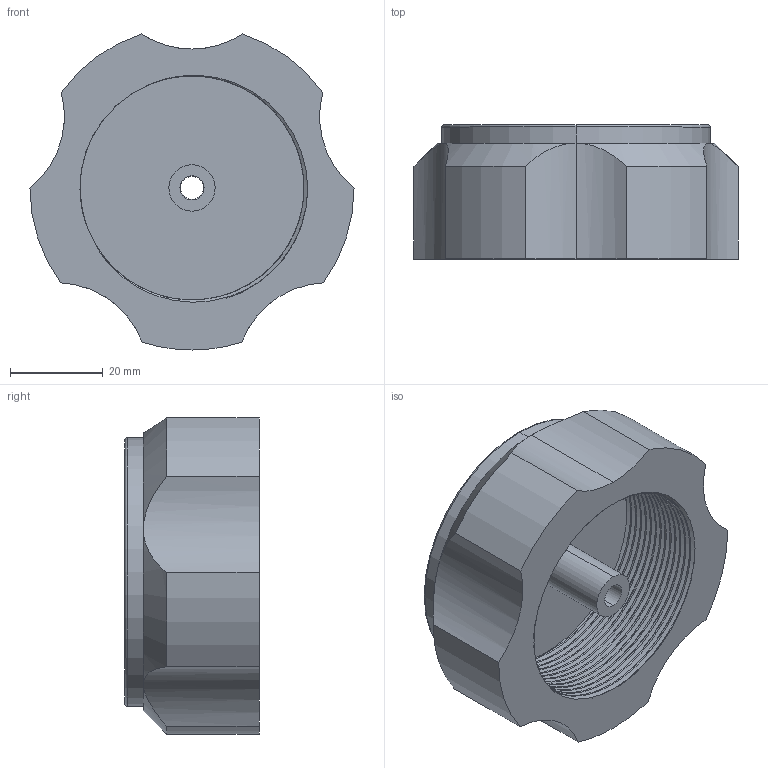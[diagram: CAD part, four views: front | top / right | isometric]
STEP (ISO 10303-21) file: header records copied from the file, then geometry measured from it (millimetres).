
FILE_DESCRIPTION (( 'STEP AP214' ), '1' );
FILE_NAME ('Press_con2.STEP', '2018-04-20T10:27:15', ( '' ), ( '' ), 'SwSTEP 2.0', 'SolidWorks 2017', '' );
FILE_SCHEMA (( 'AUTOMOTIVE_DESIGN' ));
Length unit declared in the file: millimetre
Products named in the file (1): Press_con2
Bounding box: 70 x 29 x 68.25 mm (x, y, z)
Volume: 59104.9 mm3; surface area: 18976.3 mm2
Topology: 1 solids, 1 shells, 71 faces, 180 edges, 117 vertices
Faces by surface type: cylinder 52, plane 8, cone 6, bspline 3, torus 2
Entity records: 4553 total; most frequent: CARTESIAN_POINT 2966, ORIENTED_EDGE 360, DIRECTION 298, EDGE_CURVE 180, AXIS2_PLACEMENT_3D 123, VERTEX_POINT 117, EDGE_LOOP 79, FACE_OUTER_BOUND 71
